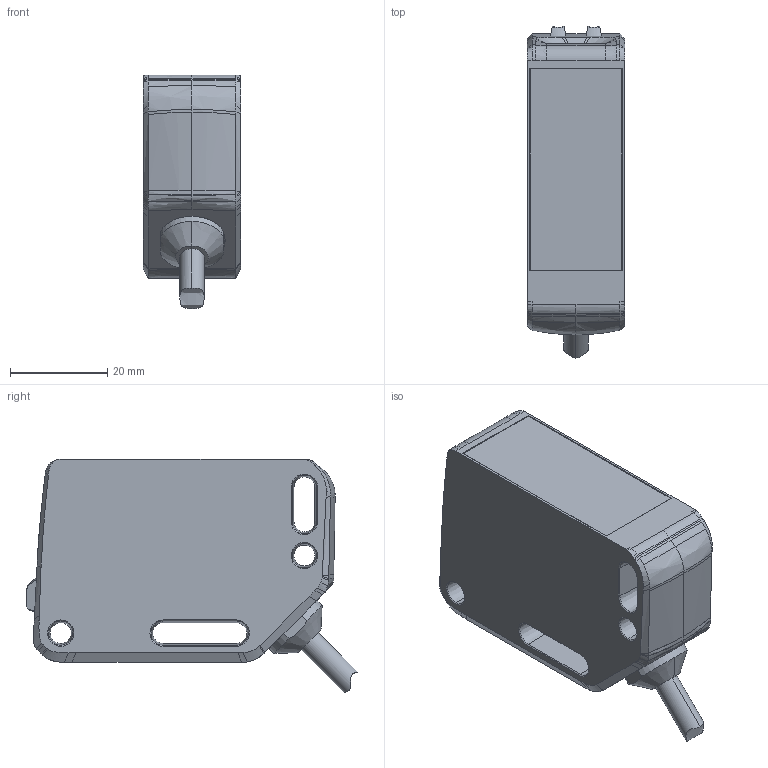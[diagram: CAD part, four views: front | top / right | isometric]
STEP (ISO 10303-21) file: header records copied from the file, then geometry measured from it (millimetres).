
FILE_DESCRIPTION((''),'2;1');
FILE_NAME('CAD-8584','2022-10-28T09:38:59',('creinig-se'),(''),'CREO PARAMETRIC BY PTC INC, 2019292','CREO PARAMETRIC BY PTC INC, 2019292','');
FILE_SCHEMA(('CONFIG_CONTROL_DESIGN','SHAPE_APPEARANCE_LAYERS_GROUPS'));
Length unit declared in the file: millimetre
Products named in the file (1): CAD-8584
Bounding box: 20 x 68.11 x 47.97 mm (x, y, z)
Volume: 44379.1 mm3; surface area: 10592.8 mm2
Topology: 1 solids, 1 shells, 251 faces, 670 edges, 431 vertices
Faces by surface type: bspline 106, plane 86, cone 34, cylinder 22, revolution 2, extrusion 1
Entity records: 12624 total; most frequent: CARTESIAN_POINT 4714, ORIENTED_EDGE 1328, DIRECTION 943, PRESENTATION_STYLE_ASSIGNMENT 677, STYLED_ITEM 673, CURVE_STYLE 672, EDGE_CURVE 664, VERTEX_POINT 419
